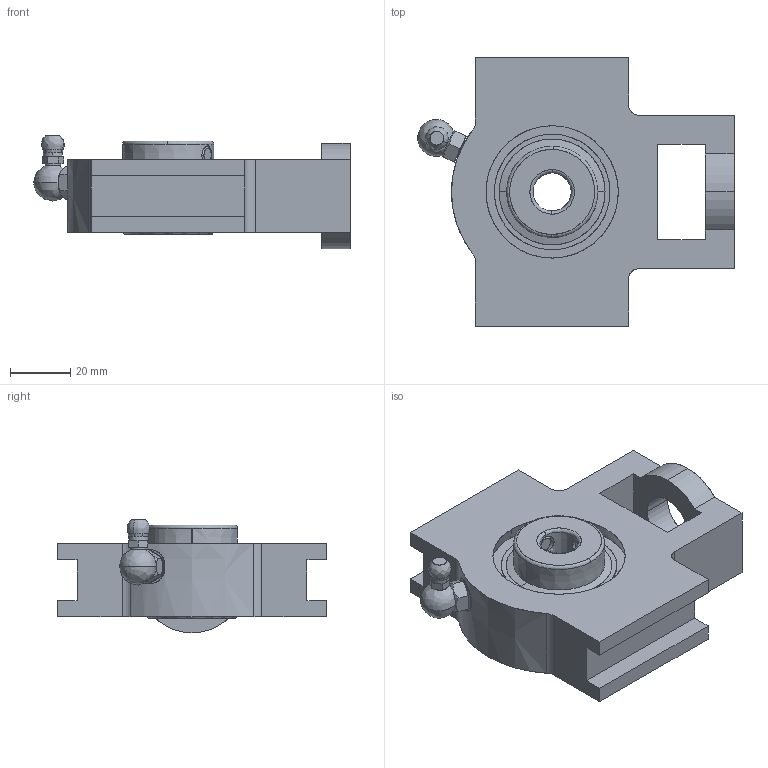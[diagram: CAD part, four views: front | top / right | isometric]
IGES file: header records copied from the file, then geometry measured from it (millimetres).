
Start section: SolidWorks IGES file using analytic representation for surfaces
Global section: file name: STDEFAU110316542075.igs; native system: SolidWorks 2009; preprocessor: SolidWorks 2009; author: partstream; date: 091103.160508; units: millimetre
Bounding box: 104.83 x 88.9 x 37.68 mm (x, y, z)
Surface area: 28792 mm2 (no closed solid volume)
Topology: 0 solids, 0 shells, 151 faces, 2447 edges, 2456 vertices
Faces by surface type: bspline 85, revolution 66
